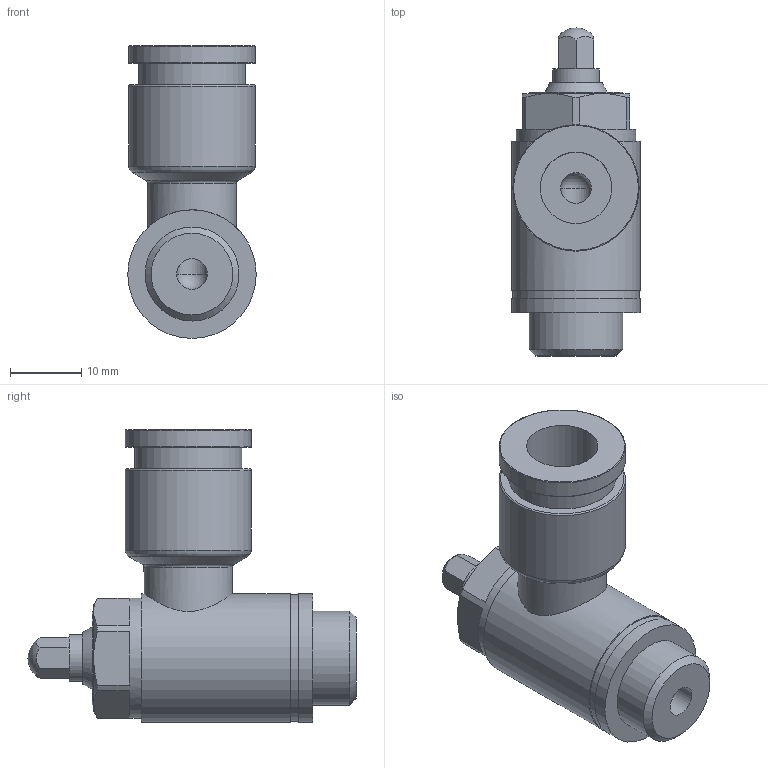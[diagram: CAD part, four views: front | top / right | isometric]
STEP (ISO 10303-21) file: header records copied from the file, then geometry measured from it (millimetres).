
FILE_DESCRIPTION(/* description */ ('STEP AP214'),/* implementation_level */ '2;1');
FILE_NAME(/* name */ '578801_VFOH-LE-A-G14-Q10',/* time_stamp */ '2024-09-16T12:27:49+02:00',/* author */ ('License CC BY-ND 4.0'),/* organization */ ('CADENAS'),/* preprocessor_version */ 'ST-DEVELOPER v19.3',/* originating_system */ 'PARTsolutions',/* authorisation */ ' ');
FILE_SCHEMA (('AUTOMOTIVE_DESIGN {1 0 10303 214 3 1 1}'));
Length unit declared in the file: millimetre
Products named in the file (1): 578801 VFOH-LE-A-G14-Q10
Bounding box: 18 x 45.95 x 41 mm (x, y, z)
Volume: 11159.6 mm3; surface area: 5254.8 mm2
Topology: 1 solids, 1 shells, 61 faces, 132 edges, 83 vertices
Faces by surface type: plane 31, cylinder 14, cone 9, torus 5, sphere 2
Full cylindrical faces by diameter (mm): 4.3 x2, 6.5 x1, 10 x1, 12.4 x1, 13.05 x1, 13.157 x1, 15 x1, 16.8 x1, 17.7 x3, 18 x2
Entity records: 1975 total; most frequent: CARTESIAN_POINT 296, DIRECTION 272, ORIENTED_EDGE 204, AXIS2_PLACEMENT_3D 121, EDGE_CURVE 102, EDGE_LOOP 97, FACE_BOUND 97, VERTEX_POINT 77
